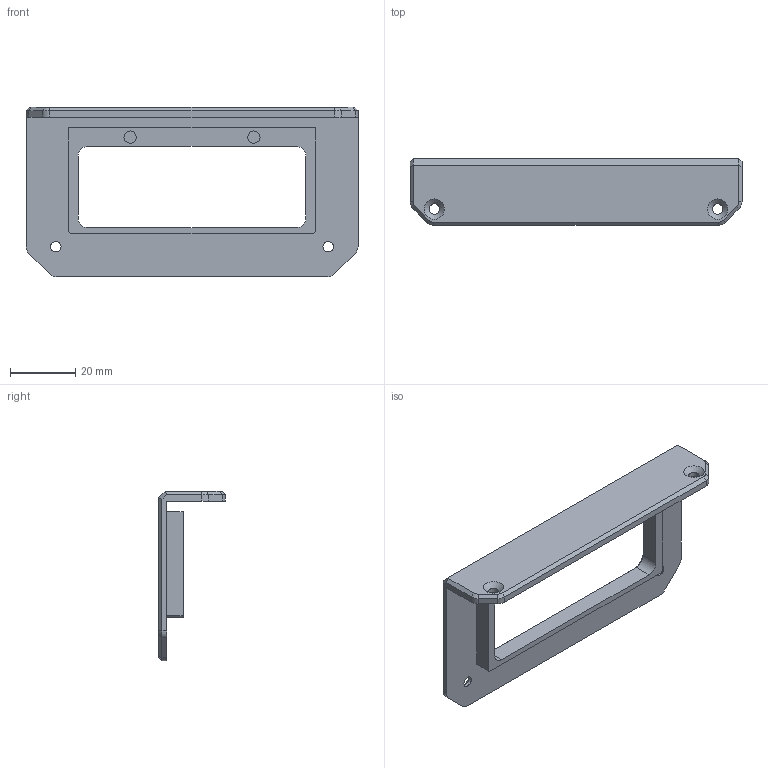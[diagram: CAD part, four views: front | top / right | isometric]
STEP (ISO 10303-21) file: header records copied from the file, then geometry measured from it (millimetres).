
FILE_DESCRIPTION(('FreeCAD Model'),'2;1');
FILE_NAME( '2_black_handle_up.stp', '2021-01-20T14:50:05',(''),(''),'Open CASCADE STEP processor 7.3', 'FreeCAD','Unknown');
FILE_SCHEMA(('AUTOMOTIVE_DESIGN { 1 0 10303 214 1 1 1 1 }'));
Length unit declared in the file: millimetre
Products named in the file (1): handle_black
Bounding box: 102 x 20.5 x 52 mm (x, y, z)
Volume: 16722.1 mm3; surface area: 13379.4 mm2
Topology: 1 solids, 1 shells, 84 faces, 197 edges, 118 vertices
Faces by surface type: plane 44, cylinder 20, cone 20
Full cylindrical faces by diameter (mm): 3.2 x4, 3.8 x2
Entity records: 5599 total; most frequent: CARTESIAN_POINT 918, DIRECTION 795, LINE 480, VECTOR 480, ORIENTED_EDGE 394, PCURVE 394, DEFINITIONAL_REPRESENTATION 394, EDGE_CURVE 197
